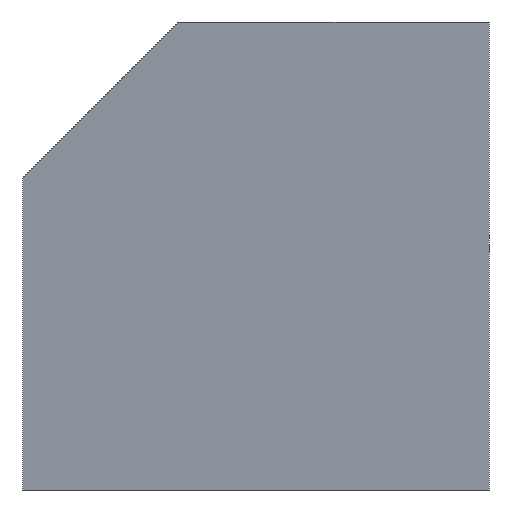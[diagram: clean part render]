
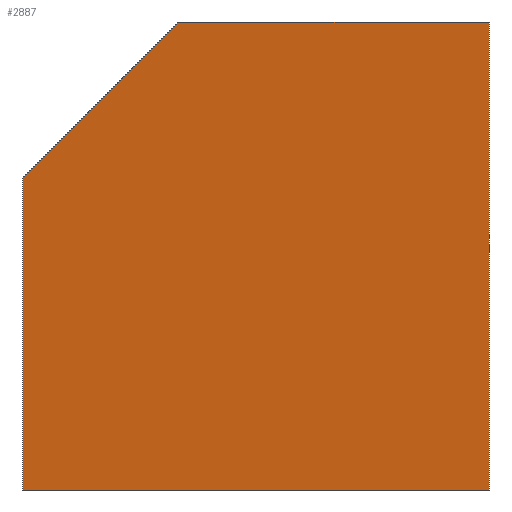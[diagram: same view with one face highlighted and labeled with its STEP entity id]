
A CAD part, left-side view. The second image highlights one B-rep face of the part: STEP entity #2887.
In plain terms, the highlighted planar face has unit normal (-0.981, 0.197, 0).
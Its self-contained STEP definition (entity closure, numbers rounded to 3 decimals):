
#2887 = ADVANCED_FACE('',(#2888),#2902,.T.);
#2888 = FACE_BOUND('',#2889,.T.);
#2889 = EDGE_LOOP('',(#2890,#2913,#2929,#2945,#2961));
#2890 = ORIENTED_EDGE('',*,*,#2891,.F.);
#2891 = EDGE_CURVE('',#2892,#2894,#2896,.T.);
#2892 = VERTEX_POINT('',#2893);
#2893 = CARTESIAN_POINT('',(-1.4,2.992,0.));
#2894 = VERTEX_POINT('',#2895);
#2895 = CARTESIAN_POINT('',(-1.4,2.992,2.));
#2896 = SURFACE_CURVE('',#2897,(#2901),.PCURVE_S1.);
#2897 = LINE('',#2898,#2899);
#2898 = CARTESIAN_POINT('',(-1.4,2.992,0.));
#2899 = VECTOR('',#2900,1.);
#2900 = DIRECTION('',(0.,0.,1.));
#2901 = PCURVE('',#2902,#2907);
#2902 = PLANE('',#2903);
#2903 = AXIS2_PLACEMENT_3D('',#2904,#2905,#2906);
#2904 = CARTESIAN_POINT('',(-2.,0.,0.));
#2905 = DIRECTION('',(-0.98,0.197,0.));
#2906 = DIRECTION('',(0.197,0.98,0.));
#2907 = DEFINITIONAL_REPRESENTATION('',(#2908),#2912);
#2908 = LINE('',#2909,#2910);
#2909 = CARTESIAN_POINT('',(3.052,0.));
#2910 = VECTOR('',#2911,1.);
#2911 = DIRECTION('',(0.,-1.));
#2912 = ( GEOMETRIC_REPRESENTATION_CONTEXT(2) 
PARAMETRIC_REPRESENTATION_CONTEXT() REPRESENTATION_CONTEXT('2D SPACE',''
  ) );
#2913 = ORIENTED_EDGE('',*,*,#2914,.F.);
#2914 = EDGE_CURVE('',#2915,#2892,#2917,.T.);
#2915 = VERTEX_POINT('',#2916);
#2916 = CARTESIAN_POINT('',(-2.,0.,0.));
#2917 = SURFACE_CURVE('',#2918,(#2922),.PCURVE_S1.);
#2918 = LINE('',#2919,#2920);
#2919 = CARTESIAN_POINT('',(-2.,0.,0.));
#2920 = VECTOR('',#2921,1.);
#2921 = DIRECTION('',(0.197,0.98,0.));
#2922 = PCURVE('',#2902,#2923);
#2923 = DEFINITIONAL_REPRESENTATION('',(#2924),#2928);
#2924 = LINE('',#2925,#2926);
#2925 = CARTESIAN_POINT('',(0.,0.));
#2926 = VECTOR('',#2927,1.);
#2927 = DIRECTION('',(1.,0.));
#2928 = ( GEOMETRIC_REPRESENTATION_CONTEXT(2) 
PARAMETRIC_REPRESENTATION_CONTEXT() REPRESENTATION_CONTEXT('2D SPACE',''
  ) );
#2929 = ORIENTED_EDGE('',*,*,#2930,.T.);
#2930 = EDGE_CURVE('',#2915,#2931,#2933,.T.);
#2931 = VERTEX_POINT('',#2932);
#2932 = CARTESIAN_POINT('',(-2.,0.,3.));
#2933 = SURFACE_CURVE('',#2934,(#2938),.PCURVE_S1.);
#2934 = LINE('',#2935,#2936);
#2935 = CARTESIAN_POINT('',(-2.,0.,0.));
#2936 = VECTOR('',#2937,1.);
#2937 = DIRECTION('',(0.,0.,1.));
#2938 = PCURVE('',#2902,#2939);
#2939 = DEFINITIONAL_REPRESENTATION('',(#2940),#2944);
#2940 = LINE('',#2941,#2942);
#2941 = CARTESIAN_POINT('',(0.,0.));
#2942 = VECTOR('',#2943,1.);
#2943 = DIRECTION('',(0.,-1.));
#2944 = ( GEOMETRIC_REPRESENTATION_CONTEXT(2) 
PARAMETRIC_REPRESENTATION_CONTEXT() REPRESENTATION_CONTEXT('2D SPACE',''
  ) );
#2945 = ORIENTED_EDGE('',*,*,#2946,.T.);
#2946 = EDGE_CURVE('',#2931,#2947,#2949,.T.);
#2947 = VERTEX_POINT('',#2948);
#2948 = CARTESIAN_POINT('',(-1.601,1.992,3.));
#2949 = SURFACE_CURVE('',#2950,(#2954),.PCURVE_S1.);
#2950 = LINE('',#2951,#2952);
#2951 = CARTESIAN_POINT('',(-2.,0.,3.));
#2952 = VECTOR('',#2953,1.);
#2953 = DIRECTION('',(0.197,0.98,0.));
#2954 = PCURVE('',#2902,#2955);
#2955 = DEFINITIONAL_REPRESENTATION('',(#2956),#2960);
#2956 = LINE('',#2957,#2958);
#2957 = CARTESIAN_POINT('',(0.,-3.));
#2958 = VECTOR('',#2959,1.);
#2959 = DIRECTION('',(1.,0.));
#2960 = ( GEOMETRIC_REPRESENTATION_CONTEXT(2) 
PARAMETRIC_REPRESENTATION_CONTEXT() REPRESENTATION_CONTEXT('2D SPACE',''
  ) );
#2961 = ORIENTED_EDGE('',*,*,#2962,.F.);
#2962 = EDGE_CURVE('',#2894,#2947,#2963,.T.);
#2963 = SURFACE_CURVE('',#2964,(#2968),.PCURVE_S1.);
#2964 = LINE('',#2965,#2966);
#2965 = CARTESIAN_POINT('',(-1.504,2.474,
    2.518));
#2966 = VECTOR('',#2967,1.);
#2967 = DIRECTION('',(-0.14,-0.7,0.7));
#2968 = PCURVE('',#2902,#2969);
#2969 = DEFINITIONAL_REPRESENTATION('',(#2970),#2974);
#2970 = LINE('',#2971,#2972);
#2971 = CARTESIAN_POINT('',(2.524,-2.518));
#2972 = VECTOR('',#2973,1.);
#2973 = DIRECTION('',(-0.714,-0.7));
#2974 = ( GEOMETRIC_REPRESENTATION_CONTEXT(2) 
PARAMETRIC_REPRESENTATION_CONTEXT() REPRESENTATION_CONTEXT('2D SPACE',''
  ) );
